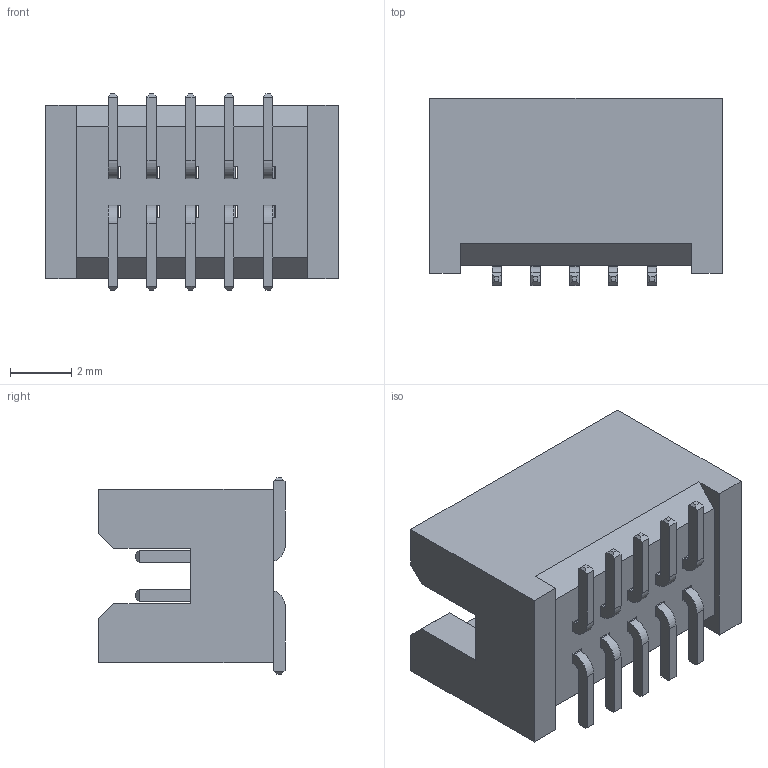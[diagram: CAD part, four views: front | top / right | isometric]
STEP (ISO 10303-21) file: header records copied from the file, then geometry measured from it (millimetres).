
FILE_DESCRIPTION(('STEP AP214'),'1');
FILE_NAME('26025.stp','2018-09-19T07:26:36',('TraceParts'),('TraceParts S.A.'),'Spatial InterOp 3D',' ',' ');
FILE_SCHEMA(('automotive_design'));
Length unit declared in the file: millimetre
Products named in the file (11): 26025_1; 26025_2; 26025_3; 26025_4; 26025_5; 26025_6; 26025_7; 26025_8; 26025_9; 26025_10; 26025_11
Bounding box: 9.55 x 6.1 x 6.4 mm (x, y, z)
Volume: 183.7 mm3; surface area: 477.9 mm2
Topology: 11 solids, 11 shells, 296 faces, 775 edges, 501 vertices
Faces by surface type: plane 276, cylinder 20
Entity records: 15420 total; most frequent: CARTESIAN_POINT 1583, ORIENTED_EDGE 1550, DIRECTION 1429, STYLED_ITEM 1082, PRESENTATION_STYLE_ASSIGNMENT 1082, COLOUR_RGB 1082, EDGE_CURVE 775, CURVE_STYLE 775
